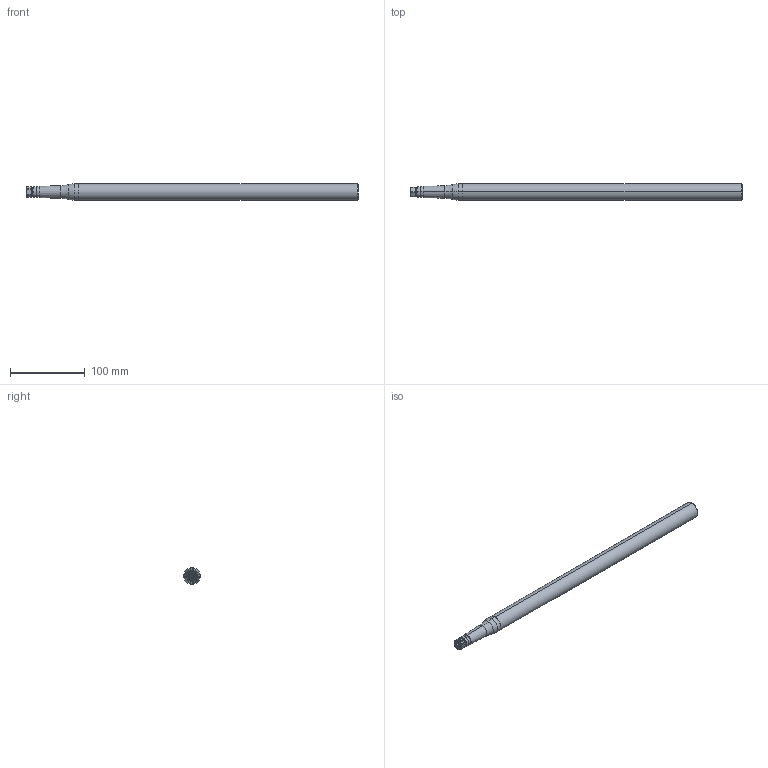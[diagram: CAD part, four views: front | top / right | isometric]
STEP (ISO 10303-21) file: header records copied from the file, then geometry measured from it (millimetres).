
FILE_DESCRIPTION (( 'STEP AP214' ), '1' );
FILE_NAME ('Spring_Antenna_Length444mm_Shape_3D.STEP', '2025-10-30T10:34:08', ( '' ), ( '' ), 'SwSTEP 2.0', 'SolidWorks 2025', '' );
FILE_SCHEMA (( 'AUTOMOTIVE_DESIGN' ));
Length unit declared in the file: millimetre
Products named in the file (1): Spring_Antenna_Length444mm_Shape_3D
Bounding box: 442.97 x 22 x 22 mm (x, y, z)
Volume: 157098.3 mm3; surface area: 31136.9 mm2
Topology: 1 solids, 1 shells, 176 faces, 385 edges, 218 vertices
Faces by surface type: cone 70, cylinder 55, plane 33, torus 18
Entity records: 4976 total; most frequent: CARTESIAN_POINT 1116, DIRECTION 867, ORIENTED_EDGE 770, EDGE_CURVE 385, AXIS2_PLACEMENT_3D 377, VERTEX_POINT 218, CIRCLE 200, EDGE_LOOP 183
